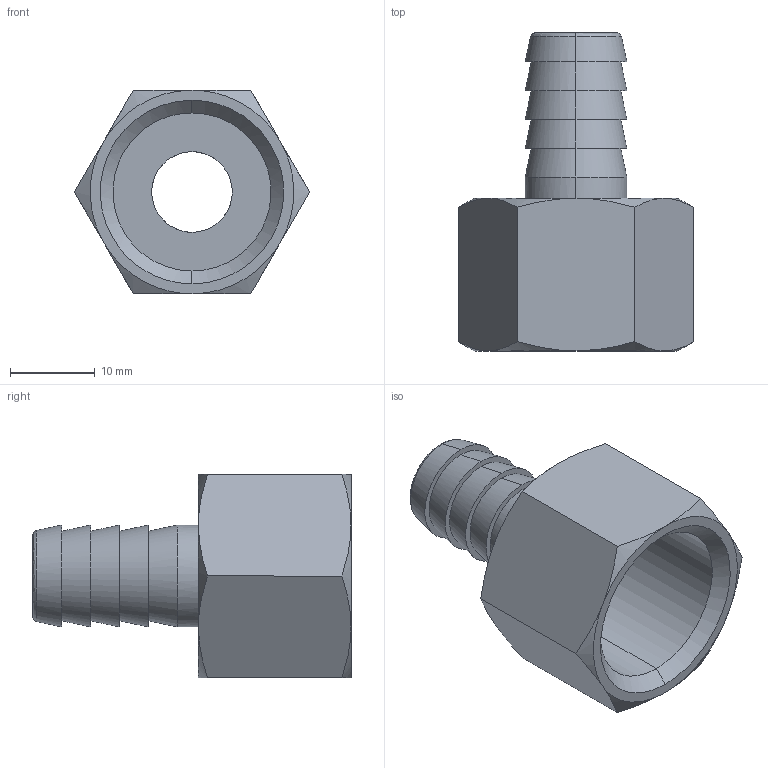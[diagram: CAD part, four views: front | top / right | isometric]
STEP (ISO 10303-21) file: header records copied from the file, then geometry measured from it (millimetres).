
FILE_DESCRIPTION (( 'STEP AP214' ), '1' );
FILE_NAME ('DRF.SP54-12.STEP', '2018-09-06T09:25:00', ( '' ), ( '' ), 'SwSTEP 2.0', 'SolidWorks 2018', '' );
FILE_SCHEMA (( 'AUTOMOTIVE_DESIGN' ));
Length unit declared in the file: millimetre
Products named in the file (1): DRF.SP54-12
Bounding box: 27.71 x 37.5 x 24 mm (x, y, z)
Volume: 5176.2 mm3; surface area: 4589.7 mm2
Topology: 1 solids, 1 shells, 46 faces, 96 edges, 58 vertices
Faces by surface type: bspline 46
Entity records: 2322 total; most frequent: CARTESIAN_POINT 1686, ORIENTED_EDGE 192, EDGE_CURVE 96, B_SPLINE_CURVE_WITH_KNOTS 81, VERTEX_POINT 58, EDGE_LOOP 54, ADVANCED_FACE 46, FACE_OUTER_BOUND 46
